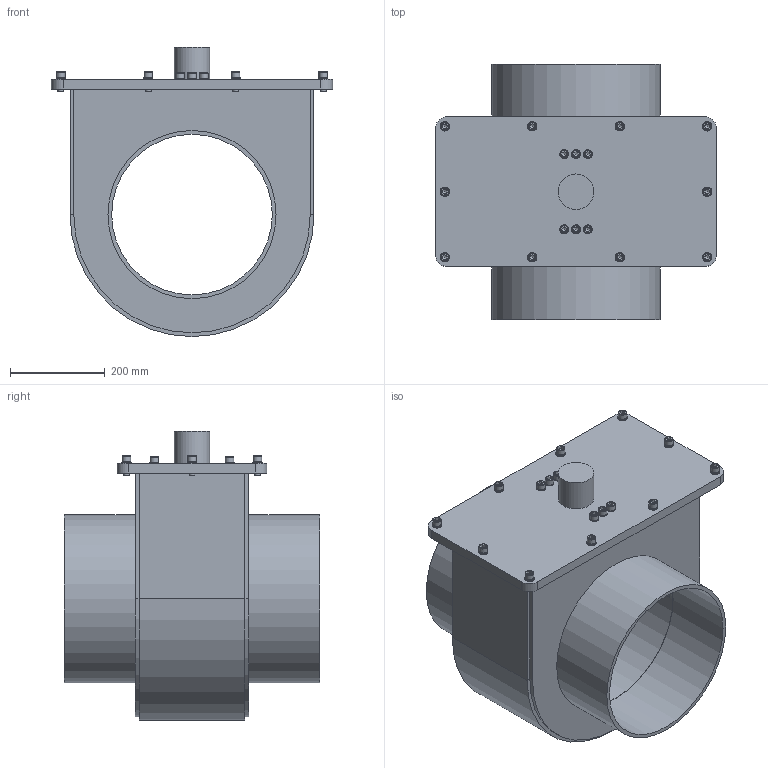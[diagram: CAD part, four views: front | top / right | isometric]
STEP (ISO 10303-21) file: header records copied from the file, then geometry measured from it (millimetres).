
FILE_DESCRIPTION (( 'STEP AP214' ), '1' );
FILE_NAME ('P-089-030-rev-A-M341-Pro.STEP', '2024-11-18T15:21:26', ( '' ), ( '' ), 'SwSTEP 2.0', 'SolidWorks 2024', '' );
FILE_SCHEMA (( 'AUTOMOTIVE_DESIGN' ));
Length unit declared in the file: millimetre
Products named in the file (1): P-089-030-rev-A-M341-Pro
Bounding box: 595 x 540 x 611.47 mm (x, y, z)
Volume: 42806444.3 mm3; surface area: 1870134.1 mm2
Topology: 11 solids, 17 shells, 505 faces, 1129 edges, 712 vertices
Faces by surface type: plane 315, cylinder 102, torus 52, cone 36
Full cylindrical faces by diameter (mm): 5 x2, 12 x26, 12.7 x6, 18 x16, 19 x6, 20 x10, 75 x1, 339.6 x2, 341 x1, 355.6 x2
Entity records: 18505 total; most frequent: CARTESIAN_POINT 2576, DIRECTION 2240, ORIENTED_EDGE 1836, EDGE_CURVE 918, AXIS2_PLACEMENT_3D 862, EDGE_LOOP 714, VERTEX_POINT 642, FACE_OUTER_BOUND 609
